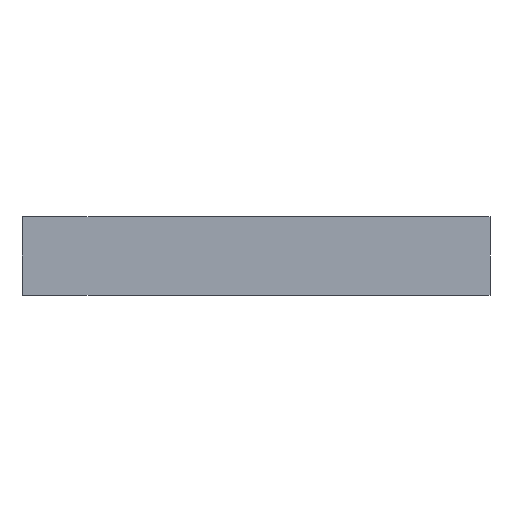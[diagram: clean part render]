
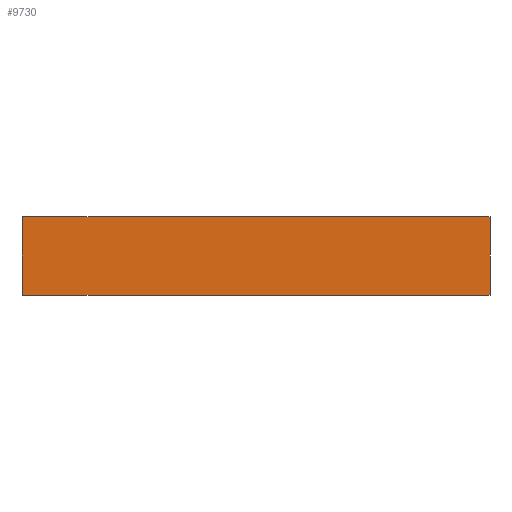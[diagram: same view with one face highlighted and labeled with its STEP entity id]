
A CAD part, front view. The second image highlights one B-rep face of the part: STEP entity #9730.
In plain terms, the highlighted planar face has unit normal (0, -1, 0).
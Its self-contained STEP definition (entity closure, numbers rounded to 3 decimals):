
#8822 = PLANE('',#8823);
#8823 = AXIS2_PLACEMENT_3D('',#8824,#8825,#8826);
#8824 = CARTESIAN_POINT('',(0.,0.,1.6)
  );
#8825 = DIRECTION('',(0.,0.,1.));
#8826 = DIRECTION('',(0.,1.,0.));
#8852 = PLANE('',#8853);
#8853 = AXIS2_PLACEMENT_3D('',#8854,#8855,#8856);
#8854 = CARTESIAN_POINT('',(0.,0.,-1.6)
  );
#8855 = DIRECTION('',(0.,0.,-1.));
#8856 = DIRECTION('',(-1.,0.,0.));
#9121 = EDGE_CURVE('',#9122,#9124,#9126,.T.);
#9122 = VERTEX_POINT('',#9123);
#9123 = CARTESIAN_POINT('',(9.5,-82.5,1.6));
#9124 = VERTEX_POINT('',#9125);
#9125 = CARTESIAN_POINT('',(-9.5,-82.5,1.6));
#9126 = SURFACE_CURVE('',#9127,(#9131,#9138),.PCURVE_S1.);
#9127 = LINE('',#9128,#9129);
#9128 = CARTESIAN_POINT('',(9.5,-82.5,1.6));
#9129 = VECTOR('',#9130,1.);
#9130 = DIRECTION('',(-1.,0.,0.));
#9131 = PCURVE('',#8822,#9132);
#9132 = DEFINITIONAL_REPRESENTATION('',(#9133),#9137);
#9133 = LINE('',#9134,#9135);
#9134 = CARTESIAN_POINT('',(-82.5,-9.5));
#9135 = VECTOR('',#9136,1.);
#9136 = DIRECTION('',(0.,1.));
#9137 = ( GEOMETRIC_REPRESENTATION_CONTEXT(2) 
PARAMETRIC_REPRESENTATION_CONTEXT() REPRESENTATION_CONTEXT('2D SPACE',''
  ) );
#9138 = PCURVE('',#9139,#9144);
#9139 = PLANE('',#9140);
#9140 = AXIS2_PLACEMENT_3D('',#9141,#9142,#9143);
#9141 = CARTESIAN_POINT('',(0.,-82.5,0.));
#9142 = DIRECTION('',(0.,-1.,0.));
#9143 = DIRECTION('',(0.,0.,-1.));
#9144 = DEFINITIONAL_REPRESENTATION('',(#9145),#9149);
#9145 = LINE('',#9146,#9147);
#9146 = CARTESIAN_POINT('',(-1.6,9.5));
#9147 = VECTOR('',#9148,1.);
#9148 = DIRECTION('',(0.,-1.));
#9149 = ( GEOMETRIC_REPRESENTATION_CONTEXT(2) 
PARAMETRIC_REPRESENTATION_CONTEXT() REPRESENTATION_CONTEXT('2D SPACE',''
  ) );
#9167 = PLANE('',#9168);
#9168 = AXIS2_PLACEMENT_3D('',#9169,#9170,#9171);
#9169 = CARTESIAN_POINT('',(9.5,-70.,0.));
#9170 = DIRECTION('',(1.,0.,0.));
#9171 = DIRECTION('',(0.,0.,1.));
#9408 = PLANE('',#9409);
#9409 = AXIS2_PLACEMENT_3D('',#9410,#9411,#9412);
#9410 = CARTESIAN_POINT('',(-9.5,-70.,0.));
#9411 = DIRECTION('',(-1.,0.,0.));
#9412 = DIRECTION('',(0.,0.,-1.));
#9472 = EDGE_CURVE('',#9473,#9475,#9477,.T.);
#9473 = VERTEX_POINT('',#9474);
#9474 = CARTESIAN_POINT('',(-9.5,-82.5,-1.6));
#9475 = VERTEX_POINT('',#9476);
#9476 = CARTESIAN_POINT('',(9.5,-82.5,-1.6));
#9477 = SURFACE_CURVE('',#9478,(#9482,#9489),.PCURVE_S1.);
#9478 = LINE('',#9479,#9480);
#9479 = CARTESIAN_POINT('',(-9.5,-82.5,-1.6));
#9480 = VECTOR('',#9481,1.);
#9481 = DIRECTION('',(1.,-0.,0.));
#9482 = PCURVE('',#8852,#9483);
#9483 = DEFINITIONAL_REPRESENTATION('',(#9484),#9488);
#9484 = LINE('',#9485,#9486);
#9485 = CARTESIAN_POINT('',(9.5,-82.5));
#9486 = VECTOR('',#9487,1.);
#9487 = DIRECTION('',(-1.,0.));
#9488 = ( GEOMETRIC_REPRESENTATION_CONTEXT(2) 
PARAMETRIC_REPRESENTATION_CONTEXT() REPRESENTATION_CONTEXT('2D SPACE',''
  ) );
#9489 = PCURVE('',#9139,#9490);
#9490 = DEFINITIONAL_REPRESENTATION('',(#9491),#9495);
#9491 = LINE('',#9492,#9493);
#9492 = CARTESIAN_POINT('',(1.6,-9.5));
#9493 = VECTOR('',#9494,1.);
#9494 = DIRECTION('',(0.,1.));
#9495 = ( GEOMETRIC_REPRESENTATION_CONTEXT(2) 
PARAMETRIC_REPRESENTATION_CONTEXT() REPRESENTATION_CONTEXT('2D SPACE',''
  ) );
#9730 = ADVANCED_FACE('',(#9731),#9139,.T.);
#9731 = FACE_BOUND('',#9732,.T.);
#9732 = EDGE_LOOP('',(#9733,#9734,#9755,#9756));
#9733 = ORIENTED_EDGE('',*,*,#9472,.T.);
#9734 = ORIENTED_EDGE('',*,*,#9735,.F.);
#9735 = EDGE_CURVE('',#9122,#9475,#9736,.T.);
#9736 = SURFACE_CURVE('',#9737,(#9741,#9748),.PCURVE_S1.);
#9737 = LINE('',#9738,#9739);
#9738 = CARTESIAN_POINT('',(9.5,-82.5,1.6));
#9739 = VECTOR('',#9740,1.);
#9740 = DIRECTION('',(0.,0.,-1.));
#9741 = PCURVE('',#9139,#9742);
#9742 = DEFINITIONAL_REPRESENTATION('',(#9743),#9747);
#9743 = LINE('',#9744,#9745);
#9744 = CARTESIAN_POINT('',(-1.6,9.5));
#9745 = VECTOR('',#9746,1.);
#9746 = DIRECTION('',(1.,0.));
#9747 = ( GEOMETRIC_REPRESENTATION_CONTEXT(2) 
PARAMETRIC_REPRESENTATION_CONTEXT() REPRESENTATION_CONTEXT('2D SPACE',''
  ) );
#9748 = PCURVE('',#9167,#9749);
#9749 = DEFINITIONAL_REPRESENTATION('',(#9750),#9754);
#9750 = LINE('',#9751,#9752);
#9751 = CARTESIAN_POINT('',(1.6,12.5));
#9752 = VECTOR('',#9753,1.);
#9753 = DIRECTION('',(-1.,0.));
#9754 = ( GEOMETRIC_REPRESENTATION_CONTEXT(2) 
PARAMETRIC_REPRESENTATION_CONTEXT() REPRESENTATION_CONTEXT('2D SPACE',''
  ) );
#9755 = ORIENTED_EDGE('',*,*,#9121,.T.);
#9756 = ORIENTED_EDGE('',*,*,#9757,.T.);
#9757 = EDGE_CURVE('',#9124,#9473,#9758,.T.);
#9758 = SURFACE_CURVE('',#9759,(#9763,#9770),.PCURVE_S1.);
#9759 = LINE('',#9760,#9761);
#9760 = CARTESIAN_POINT('',(-9.5,-82.5,1.6));
#9761 = VECTOR('',#9762,1.);
#9762 = DIRECTION('',(0.,0.,-1.));
#9763 = PCURVE('',#9139,#9764);
#9764 = DEFINITIONAL_REPRESENTATION('',(#9765),#9769);
#9765 = LINE('',#9766,#9767);
#9766 = CARTESIAN_POINT('',(-1.6,-9.5));
#9767 = VECTOR('',#9768,1.);
#9768 = DIRECTION('',(1.,0.));
#9769 = ( GEOMETRIC_REPRESENTATION_CONTEXT(2) 
PARAMETRIC_REPRESENTATION_CONTEXT() REPRESENTATION_CONTEXT('2D SPACE',''
  ) );
#9770 = PCURVE('',#9408,#9771);
#9771 = DEFINITIONAL_REPRESENTATION('',(#9772),#9776);
#9772 = LINE('',#9773,#9774);
#9773 = CARTESIAN_POINT('',(-1.6,12.5));
#9774 = VECTOR('',#9775,1.);
#9775 = DIRECTION('',(1.,0.));
#9776 = ( GEOMETRIC_REPRESENTATION_CONTEXT(2) 
PARAMETRIC_REPRESENTATION_CONTEXT() REPRESENTATION_CONTEXT('2D SPACE',''
  ) );
